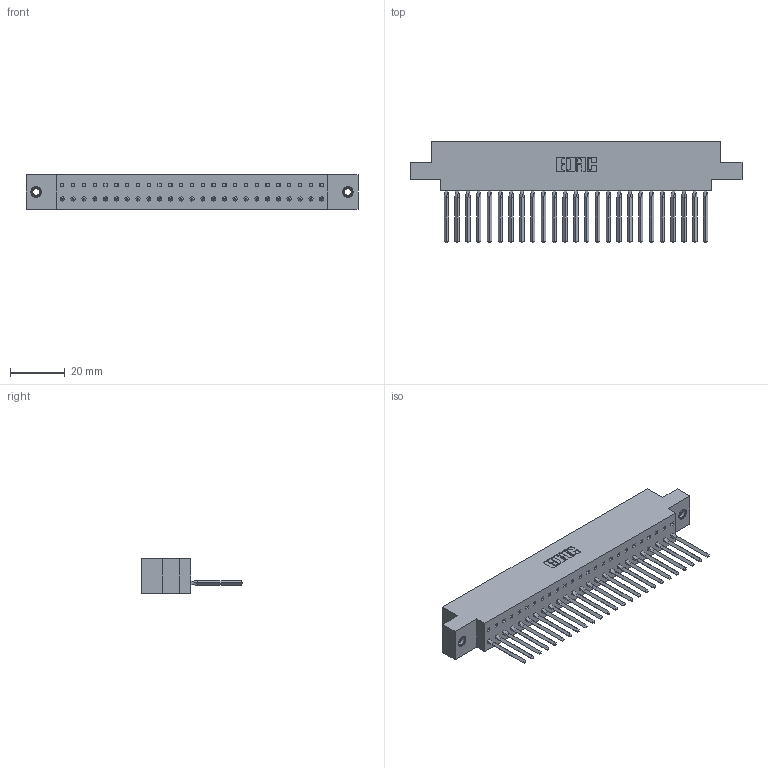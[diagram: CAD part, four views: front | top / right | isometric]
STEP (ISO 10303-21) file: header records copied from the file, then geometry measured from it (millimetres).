
FILE_DESCRIPTION (( 'STEP AP203' ), '1' );
FILE_NAME ('317-025-541-607.STEP', '2020-02-27T18:31:27', ( '' ), ( '' ), 'SwSTEP 2.0', 'SolidWorks 2016', '' );
FILE_SCHEMA (( 'CONFIG_CONTROL_DESIGN' ));
Length unit declared in the file: inch
Products named in the file (4): 317 Part_.156 Dia - TI; 317-025-541-607; 317-290-002_541; 345-250-001_345-250-005-103
Assembly tree (28 placements, depth 2):
  317-025-541-607
    317 Part_.156 Dia - TI
    317-290-002_541  x25
    345-250-001_345-250-005-103  x2
Bounding box: 121.77 x 37.34 x 12.7 mm (x, y, z)
Volume: 19210.4 mm3; surface area: 26614.3 mm2
Topology: 28 solids, 28 shells, 3962 faces, 11261 edges, 7316 vertices
Faces by surface type: plane 3190, cylinder 656, bspline 100, cone 12, torus 4
Entity records: 40443 total; most frequent: CARTESIAN_POINT 7791, ORIENTED_EDGE 7062, DIRECTION 5831, EDGE_CURVE 3531, LINE 3147, VECTOR 3147, VERTEX_POINT 2342, AXIS2_PLACEMENT_3D 1342
